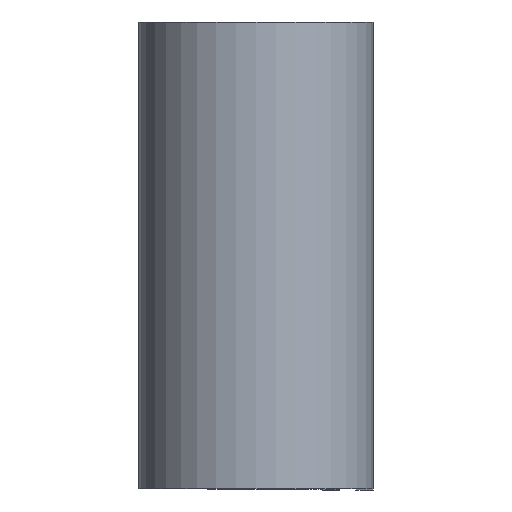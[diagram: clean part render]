
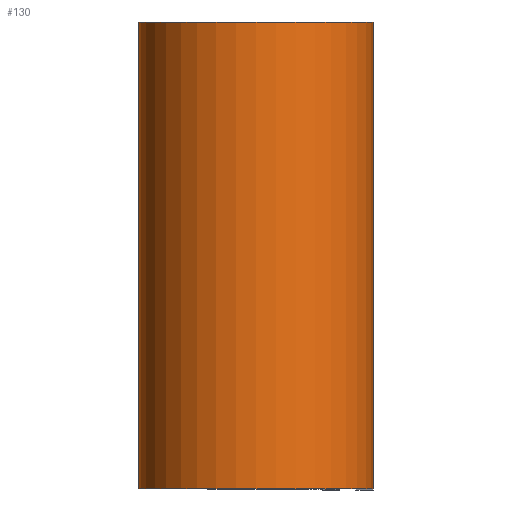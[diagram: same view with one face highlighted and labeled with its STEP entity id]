
A CAD part, top view. The second image highlights one B-rep face of the part: STEP entity #130.
In plain terms, the highlighted cylindrical face has radius 5.575 mm (diameter 11.151 mm), a partial arc.
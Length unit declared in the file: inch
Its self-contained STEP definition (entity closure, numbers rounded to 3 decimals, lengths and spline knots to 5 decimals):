
#4 = DIRECTION ( 'NONE',  ( 1., 0., 0. ) ) ;
#7 = CARTESIAN_POINT ( 'NONE',  ( 0.2195, -0.4375, 0. ) ) ;
#31 = DIRECTION ( 'NONE',  ( 0., 1., 0. ) ) ;
#64 = AXIS2_PLACEMENT_3D ( 'NONE', #719, #31, #479 ) ;
#130 = ADVANCED_FACE ( 'NONE', ( #608 ), #628, .T. ) ;
#141 = AXIS2_PLACEMENT_3D ( 'NONE', #592, #569, #632 ) ;
#165 = CIRCLE ( 'NONE', #513, 0.2195 ) ;
#177 = EDGE_LOOP ( 'NONE', ( #399, #532, #272, #325 ) ) ;
#207 = CARTESIAN_POINT ( 'NONE',  ( 0., 0.4375, -0.2195 ) ) ;
#217 = DIRECTION ( 'NONE',  ( 0., -1., 0. ) ) ;
#222 = EDGE_CURVE ( 'NONE', #354, #572, #648, .T. ) ;
#257 = EDGE_CURVE ( 'NONE', #354, #387, #663, .T. ) ;
#259 = DIRECTION ( 'NONE',  ( 0., 1., 0. ) ) ;
#270 = CARTESIAN_POINT ( 'NONE',  ( 0., -0.4375, -0.2195 ) ) ;
#272 = ORIENTED_EDGE ( 'NONE', *, *, #257, .F. ) ;
#314 = CARTESIAN_POINT ( 'NONE',  ( 0., -0.4375, 0. ) ) ;
#320 = EDGE_CURVE ( 'NONE', #387, #575, #675, .T. ) ;
#323 = CARTESIAN_POINT ( 'NONE',  ( 0.2195, 0.4375, 0. ) ) ;
#325 = ORIENTED_EDGE ( 'NONE', *, *, #222, .T. ) ;
#326 = CARTESIAN_POINT ( 'NONE',  ( 0., 0.4375, -0.2195 ) ) ;
#339 = CARTESIAN_POINT ( 'NONE',  ( 0.2195, 0.4375, 0. ) ) ;
#354 = VERTEX_POINT ( 'NONE', #326 ) ;
#387 = VERTEX_POINT ( 'NONE', #339 ) ;
#399 = ORIENTED_EDGE ( 'NONE', *, *, #643, .T. ) ;
#479 = DIRECTION ( 'NONE',  ( 1., 0., 0. ) ) ;
#513 = AXIS2_PLACEMENT_3D ( 'NONE', #314, #259, #4 ) ;
#532 = ORIENTED_EDGE ( 'NONE', *, *, #320, .F. ) ;
#569 = DIRECTION ( 'NONE',  ( 0., -1., 0. ) ) ;
#572 = VERTEX_POINT ( 'NONE', #270 ) ;
#575 = VERTEX_POINT ( 'NONE', #7 ) ;
#592 = CARTESIAN_POINT ( 'NONE',  ( 0., 0.4375, 0. ) ) ;
#608 = FACE_OUTER_BOUND ( 'NONE', #177, .T. ) ;
#628 = CYLINDRICAL_SURFACE ( 'NONE', #141, 0.2195 ) ;
#632 = DIRECTION ( 'NONE',  ( 0., 0., -1. ) ) ;
#641 = VECTOR ( 'NONE', #217, 39.37008 ) ;
#643 = EDGE_CURVE ( 'NONE', #572, #575, #165, .T. ) ;
#648 = LINE ( 'NONE', #207, #641 ) ;
#663 = CIRCLE ( 'NONE', #64, 0.2195 ) ;
#675 = LINE ( 'NONE', #323, #688 ) ;
#688 = VECTOR ( 'NONE', #725, 39.37008 ) ;
#719 = CARTESIAN_POINT ( 'NONE',  ( 0., 0.4375, 0. ) ) ;
#725 = DIRECTION ( 'NONE',  ( 0., -1., 0. ) ) ;
